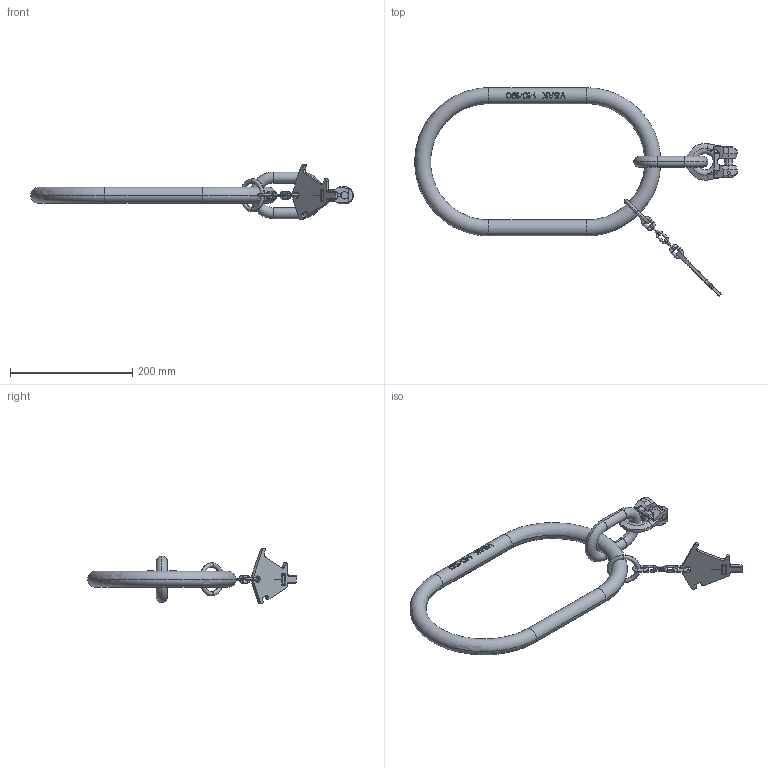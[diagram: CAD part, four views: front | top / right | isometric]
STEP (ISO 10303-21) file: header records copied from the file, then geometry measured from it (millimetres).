
FILE_DESCRIPTION((''),'2;1');
FILE_NAME('001-M31566-P-11_ASM','2004-10-20T',('Haas'),(''),'PRO/ENGINEER BY PARAMETRIC TECHNOLOGY CORPORATION, 2003450','PRO/ENGINEER BY PARAMETRIC TECHNOLOGY CORPORATION, 2003450','');
FILE_SCHEMA(('CONFIG_CONTROL_DESIGN'));
Length unit declared in the file: millimetre
Products named in the file (10): 001-M31566-P-11_AF0; 001-M31132-P-3; 001-M31127-DXF; 001-M31128-V02; 001-M31164-P-1; 001-M31129-P-1; 001-M31130-001; 001-M31130-003_ASM; 001-M31164-P-1_ASM; 001-M31566-P-11_ASM
Assembly tree (12 placements, depth 4):
  001-M31566-P-11_ASM
    001-M31566-P-11_AF0
    001-M31132-P-3
    001-M31127-DXF
    001-M31128-V02
    001-M31164-P-1_ASM
      001-M31164-P-1
      001-M31129-P-1  x2
      001-M31130-003_ASM
        001-M31130-001  x3
Bounding box: 526.61 x 340.56 x 89.55 mm (x, y, z)
Volume: 680176.9 mm3; surface area: 126587.6 mm2
Topology: 10 solids, 10 shells, 532 faces, 1396 edges, 891 vertices
Faces by surface type: plane 361, cylinder 111, torus 40, bspline 14, sphere 4, cone 2
Entity records: 16892 total; most frequent: CARTESIAN_POINT 4526, ORIENTED_EDGE 2684, DIRECTION 2291, EDGE_CURVE 1342, VERTEX_POINT 863, VECTOR 841, LINE 841, AXIS2_PLACEMENT_3D 725
